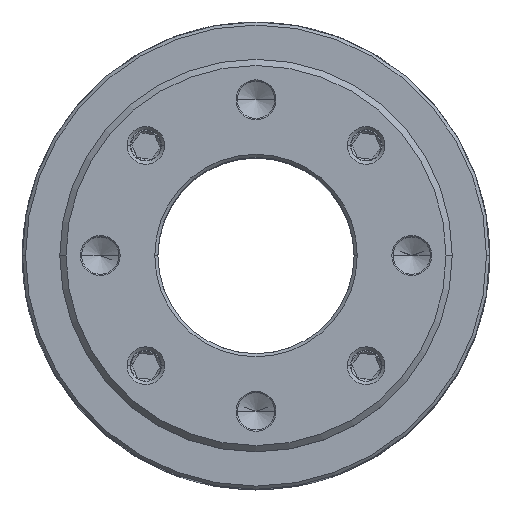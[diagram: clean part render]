
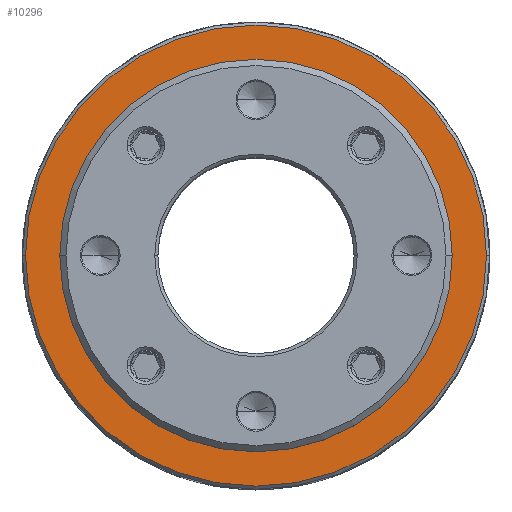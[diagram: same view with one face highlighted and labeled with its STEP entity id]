
A CAD part, top view. The second image highlights one B-rep face of the part: STEP entity #10296.
In plain terms, the highlighted planar face has unit normal (0, 0, 1).
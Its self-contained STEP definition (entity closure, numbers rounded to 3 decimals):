
#317 = FACE_BOUND ( 'NONE', #18505, .T. ) ;
#791 = ORIENTED_EDGE ( 'NONE', *, *, #12407, .T. ) ;
#986 = DIRECTION ( 'NONE',  ( 1., 0., 0. ) ) ;
#1149 = DIRECTION ( 'NONE',  ( 0., 0., 1. ) ) ;
#1590 = AXIS2_PLACEMENT_3D ( 'NONE', #4139, #1149, #986 ) ;
#2598 = CARTESIAN_POINT ( 'NONE',  ( 0., 0., 34.75 ) ) ;
#2868 = ORIENTED_EDGE ( 'NONE', *, *, #28791, .F. ) ;
#3049 = EDGE_CURVE ( 'NONE', #16228, #23732, #10605, .T. ) ;
#4139 = CARTESIAN_POINT ( 'NONE',  ( 0., 0., 34.75 ) ) ;
#4358 = CARTESIAN_POINT ( 'NONE',  ( 31.5, 0., 34.75 ) ) ;
#5260 = DIRECTION ( 'NONE',  ( 0., 0., 1. ) ) ;
#5926 = CARTESIAN_POINT ( 'NONE',  ( -31.5, 0., 34.75 ) ) ;
#6316 = ORIENTED_EDGE ( 'NONE', *, *, #11305, .F. ) ;
#7061 = DIRECTION ( 'NONE',  ( 1., 0., 0. ) ) ;
#10048 = VERTEX_POINT ( 'NONE', #5926 ) ;
#10204 = AXIS2_PLACEMENT_3D ( 'NONE', #2598, #5260, #25960 ) ;
#10296 = ADVANCED_FACE ( 'NONE', ( #28049, #317 ), #30730, .T. ) ;
#10605 = CIRCLE ( 'NONE', #23824, 37. ) ;
#11305 = EDGE_CURVE ( 'NONE', #10048, #28388, #24439, .T. ) ;
#11915 = CARTESIAN_POINT ( 'NONE',  ( 0., 0., 34.75 ) ) ;
#12392 = AXIS2_PLACEMENT_3D ( 'NONE', #11915, #29810, #7061 ) ;
#12407 = EDGE_CURVE ( 'NONE', #23732, #16228, #26637, .T. ) ;
#12426 = CIRCLE ( 'NONE', #24570, 31.5 ) ;
#15650 = DIRECTION ( 'NONE',  ( 1., 0., 0. ) ) ;
#16228 = VERTEX_POINT ( 'NONE', #29757 ) ;
#18505 = EDGE_LOOP ( 'NONE', ( #6316, #2868 ) ) ;
#19285 = CARTESIAN_POINT ( 'NONE',  ( -37., 0., 34.75 ) ) ;
#23541 = CARTESIAN_POINT ( 'NONE',  ( 0., 0., 34.75 ) ) ;
#23732 = VERTEX_POINT ( 'NONE', #19285 ) ;
#23824 = AXIS2_PLACEMENT_3D ( 'NONE', #28204, #30402, #15650 ) ;
#23860 = ORIENTED_EDGE ( 'NONE', *, *, #3049, .T. ) ;
#24439 = CIRCLE ( 'NONE', #10204, 31.5 ) ;
#24570 = AXIS2_PLACEMENT_3D ( 'NONE', #23541, #31178, #29348 ) ;
#25960 = DIRECTION ( 'NONE',  ( 1., 0., 0. ) ) ;
#26637 = CIRCLE ( 'NONE', #12392, 37. ) ;
#28049 = FACE_OUTER_BOUND ( 'NONE', #28366, .T. ) ;
#28204 = CARTESIAN_POINT ( 'NONE',  ( 0., 0., 34.75 ) ) ;
#28366 = EDGE_LOOP ( 'NONE', ( #791, #23860 ) ) ;
#28388 = VERTEX_POINT ( 'NONE', #4358 ) ;
#28791 = EDGE_CURVE ( 'NONE', #28388, #10048, #12426, .T. ) ;
#29348 = DIRECTION ( 'NONE',  ( 1., 0., 0. ) ) ;
#29757 = CARTESIAN_POINT ( 'NONE',  ( 37., 0., 34.75 ) ) ;
#29810 = DIRECTION ( 'NONE',  ( 0., 0., 1. ) ) ;
#30402 = DIRECTION ( 'NONE',  ( 0., 0., 1. ) ) ;
#30730 = PLANE ( 'NONE',  #1590 ) ;
#31178 = DIRECTION ( 'NONE',  ( 0., 0., 1. ) ) ;
